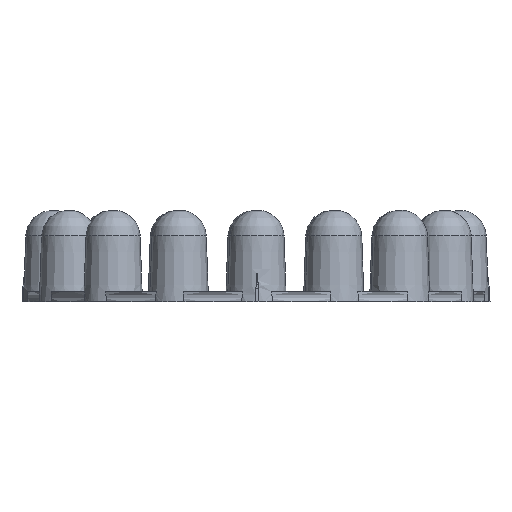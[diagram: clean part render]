
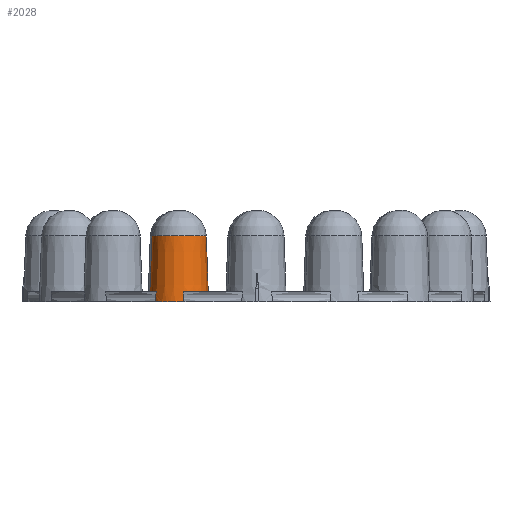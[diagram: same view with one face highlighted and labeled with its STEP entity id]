
A CAD part, front view. The second image highlights one B-rep face of the part: STEP entity #2028.
In plain terms, the highlighted conical face has half-angle 2 degrees and reference radius 3.853 mm.
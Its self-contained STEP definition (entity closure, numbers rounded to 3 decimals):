
#46=CONICAL_SURFACE('',#2370,3.853,0.035);
#82=LINE('',#4078,#118);
#118=VECTOR('',#3036,3.853);
#226=B_SPLINE_CURVE_WITH_KNOTS('',3,(#4079,#4080,#4081,#4082),
 .UNSPECIFIED.,.F.,.F.,(4,4),(-1.162,-1.043),
 .UNSPECIFIED.);
#227=B_SPLINE_CURVE_WITH_KNOTS('',3,(#4083,#4084,#4085,#4086),
 .UNSPECIFIED.,.F.,.F.,(4,4),(-1.829,-1.711),
 .UNSPECIFIED.);
#306=FACE_OUTER_BOUND('',#424,.T.);
#424=EDGE_LOOP('',(#1703,#1704,#1705,#1706,#1707,#1708,#1709,#1710,#1711,
#1712,#1713,#1714));
#484=CIRCLE('',#2110,442.396);
#492=CIRCLE('',#2120,442.463);
#601=CIRCLE('',#2274,3.853);
#612=CIRCLE('',#2285,3.853);
#613=CIRCLE('',#2286,3.853);
#657=CIRCLE('',#2343,3.807);
#660=CIRCLE('',#2347,3.807);
#676=CIRCLE('',#2369,3.551);
#732=VERTEX_POINT('',#3251);
#734=VERTEX_POINT('',#3254);
#741=VERTEX_POINT('',#3276);
#743=VERTEX_POINT('',#3280);
#872=VERTEX_POINT('',#3830);
#873=VERTEX_POINT('',#3832);
#874=VERTEX_POINT('',#3834);
#894=VERTEX_POINT('',#3911);
#896=VERTEX_POINT('',#3917);
#906=VERTEX_POINT('',#4074);
#949=EDGE_CURVE('',#732,#734,#484,.F.);
#959=EDGE_CURVE('',#743,#741,#492,.F.);
#1125=EDGE_CURVE('',#741,#732,#601,.T.);
#1136=EDGE_CURVE('',#873,#872,#612,.T.);
#1137=EDGE_CURVE('',#874,#873,#613,.T.);
#1181=EDGE_CURVE('',#894,#743,#657,.T.);
#1184=EDGE_CURVE('',#734,#896,#660,.T.);
#1206=EDGE_CURVE('',#906,#906,#676,.T.);
#1207=EDGE_CURVE('',#873,#906,#82,.T.);
#1208=EDGE_CURVE('',#896,#872,#226,.T.);
#1209=EDGE_CURVE('',#874,#894,#227,.T.);
#1703=ORIENTED_EDGE('',*,*,#1137,.T.);
#1704=ORIENTED_EDGE('',*,*,#1207,.T.);
#1705=ORIENTED_EDGE('',*,*,#1206,.F.);
#1706=ORIENTED_EDGE('',*,*,#1207,.F.);
#1707=ORIENTED_EDGE('',*,*,#1136,.T.);
#1708=ORIENTED_EDGE('',*,*,#1208,.F.);
#1709=ORIENTED_EDGE('',*,*,#1184,.F.);
#1710=ORIENTED_EDGE('',*,*,#949,.F.);
#1711=ORIENTED_EDGE('',*,*,#1125,.F.);
#1712=ORIENTED_EDGE('',*,*,#959,.F.);
#1713=ORIENTED_EDGE('',*,*,#1181,.F.);
#1714=ORIENTED_EDGE('',*,*,#1209,.F.);
#2028=ADVANCED_FACE('',(#306),#46,.T.);
#2110=AXIS2_PLACEMENT_3D('',#3255,#2488,#2489);
#2120=AXIS2_PLACEMENT_3D('',#3282,#2508,#2509);
#2274=AXIS2_PLACEMENT_3D('',#3813,#2840,#2841);
#2285=AXIS2_PLACEMENT_3D('',#3833,#2862,#2863);
#2286=AXIS2_PLACEMENT_3D('',#3835,#2864,#2865);
#2343=AXIS2_PLACEMENT_3D('',#3912,#2978,#2979);
#2347=AXIS2_PLACEMENT_3D('',#3918,#2986,#2987);
#2369=AXIS2_PLACEMENT_3D('',#4076,#3032,#3033);
#2370=AXIS2_PLACEMENT_3D('',#4077,#3034,#3035);
#2488=DIRECTION('center_axis',(-0.36,-0.933,-0.007));
#2489=DIRECTION('ref_axis',(-0.931,0.358,0.075));
#2508=DIRECTION('center_axis',(-0.397,-0.918,-0.007));
#2509=DIRECTION('ref_axis',(0.915,-0.396,0.077));
#2840=DIRECTION('center_axis',(0.,0.,-1.));
#2841=DIRECTION('ref_axis',(-1.,0.,0.));
#2862=DIRECTION('center_axis',(0.,0.,1.));
#2863=DIRECTION('ref_axis',(-1.,0.,0.));
#2864=DIRECTION('center_axis',(0.,0.,1.));
#2865=DIRECTION('ref_axis',(-1.,0.,0.));
#2978=DIRECTION('center_axis',(0.,0.,-1.));
#2979=DIRECTION('ref_axis',(-1.,0.,0.));
#2986=DIRECTION('center_axis',(0.,0.,-1.));
#2987=DIRECTION('ref_axis',(-1.,0.,0.));
#3032=DIRECTION('center_axis',(0.,0.,1.));
#3033=DIRECTION('ref_axis',(-1.,0.,0.));
#3034=DIRECTION('center_axis',(0.,0.,-1.));
#3035=DIRECTION('ref_axis',(-1.,0.,0.));
#3036=DIRECTION('',(-0.035,0.,0.999));
#3251=CARTESIAN_POINT('',(-13.215,-7.961,3.3));
#3254=CARTESIAN_POINT('',(-13.126,-8.005,4.6));
#3255=CARTESIAN_POINT('Origin',(398.512,-166.414,-29.676));
#3276=CARTESIAN_POINT('',(-9.48,-9.488,3.3));
#3280=CARTESIAN_POINT('',(-9.574,-9.456,4.6));
#3282=CARTESIAN_POINT('Origin',(-414.409,165.78,-29.681));
#3813=CARTESIAN_POINT('Origin',(-10.106,-5.687,3.3));
#3830=CARTESIAN_POINT('',(-13.681,-4.25,3.3));
#3832=CARTESIAN_POINT('',(-6.254,-5.687,3.3));
#3833=CARTESIAN_POINT('Origin',(-10.106,-5.687,3.3));
#3834=CARTESIAN_POINT('',(-6.549,-7.165,3.3));
#3835=CARTESIAN_POINT('Origin',(-10.106,-5.687,3.3));
#3911=CARTESIAN_POINT('',(-6.593,-7.154,4.6));
#3912=CARTESIAN_POINT('Origin',(-10.106,-5.687,4.6));
#3917=CARTESIAN_POINT('',(-13.641,-4.274,4.6));
#3918=CARTESIAN_POINT('Origin',(-10.106,-5.687,4.6));
#4074=CARTESIAN_POINT('',(-6.555,-5.687,11.922));
#4076=CARTESIAN_POINT('Origin',(-10.106,-5.687,11.922));
#4077=CARTESIAN_POINT('Origin',(-10.106,-5.687,3.3));
#4078=CARTESIAN_POINT('',(-6.254,-5.687,3.3));
#4079=CARTESIAN_POINT('Ctrl Pts',(-13.641,-4.274,4.6));
#4080=CARTESIAN_POINT('Ctrl Pts',(-13.655,-4.266,4.166));
#4081=CARTESIAN_POINT('Ctrl Pts',(-13.668,-4.258,3.733));
#4082=CARTESIAN_POINT('Ctrl Pts',(-13.681,-4.25,3.3));
#4083=CARTESIAN_POINT('Ctrl Pts',(-6.549,-7.165,3.3));
#4084=CARTESIAN_POINT('Ctrl Pts',(-6.563,-7.161,3.733));
#4085=CARTESIAN_POINT('Ctrl Pts',(-6.578,-7.158,4.166));
#4086=CARTESIAN_POINT('Ctrl Pts',(-6.593,-7.154,4.6));
